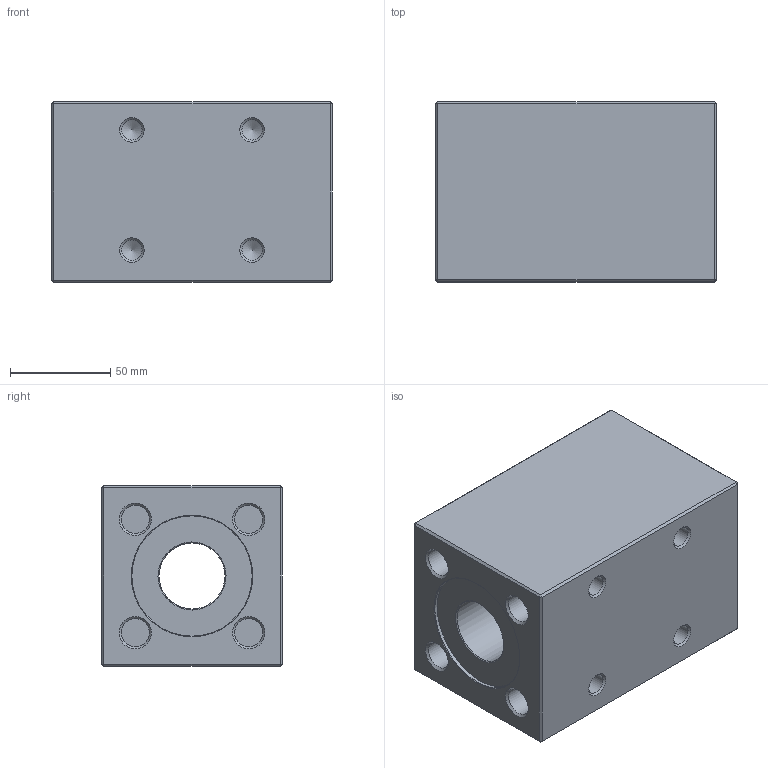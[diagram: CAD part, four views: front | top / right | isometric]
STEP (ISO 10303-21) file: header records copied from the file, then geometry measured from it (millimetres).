
FILE_DESCRIPTION(/* description */ (''),/* implementation_level */ '2;1');
FILE_NAME(/* name */ 'X-FV032-4.stp',/* time_stamp */ '2025-01-15T13:16:50+01:00',/* author */ (''),/* organization */ (''),/* preprocessor_version */ 'ST-DEVELOPER v16',/* originating_system */ 'SIEMENS PLM Software NX 10.0',/* authorisation */ '');
FILE_SCHEMA (('AP203_CONFIGURATION_CONTROLLED_3D_DESIGN_OF_MECHANICAL_PARTS_AND_ASSEMBLIES_MIM_LF { 1 0 10303 403 2 1 2}'));
Length unit declared in the file: millimetre
Products named in the file (1): nwer36809CEC4ppl
Bounding box: 140 x 90 x 90 mm (x, y, z)
Volume: 910952.2 mm3; surface area: 99064.2 mm2
Topology: 1 solids, 1 shells, 88 faces, 178 edges, 106 vertices
Faces by surface type: plane 41, cone 26, cylinder 21
Full cylindrical faces by diameter (mm): 10.2 x4, 14 x12, 33 x2, 60.09 x3
Entity records: 1986 total; most frequent: DIRECTION 356, CARTESIAN_POINT 295, ORIENTED_EDGE 226, EDGE_LOOP 154, AXIS2_PLACEMENT_3D 154, FACE_BOUND 124, EDGE_CURVE 113, VERTEX_POINT 93
